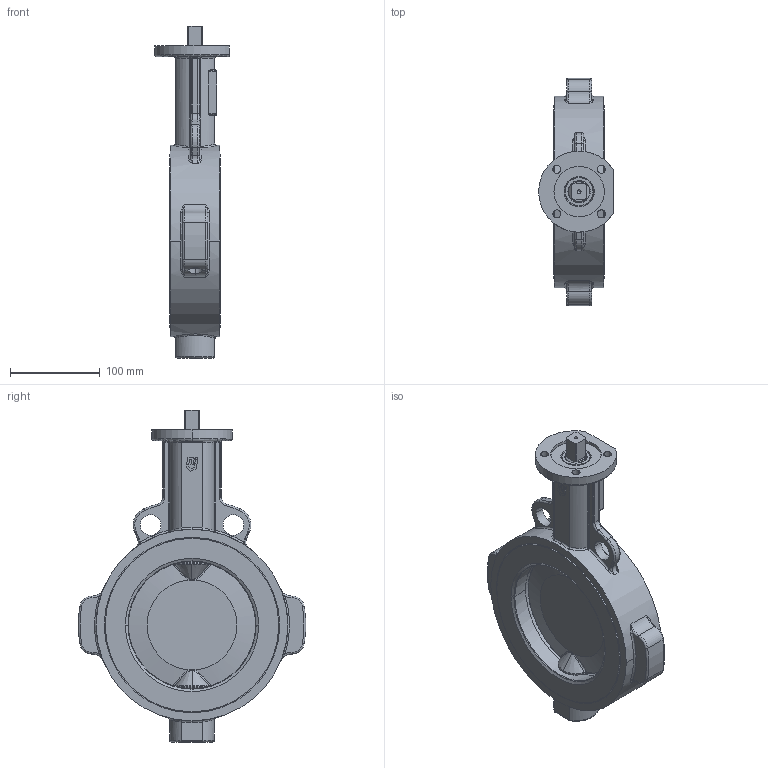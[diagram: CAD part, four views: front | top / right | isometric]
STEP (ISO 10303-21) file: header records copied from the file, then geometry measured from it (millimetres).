
FILE_DESCRIPTION(('HOOPS Exchange Step'),'2;1');
FILE_NAME('AK09_DN150_PN10-16_ansi150_jis10k_oH.stp','2025-10-06T11:07:27+02:00',('nieru'),('Unknown organisation'),'HOOPS Exchange 2024.2','HOOPS Exchange','Unknown authorisation');
FILE_SCHEMA( ('AP203_CONFIGURATION_CONTROLLED_3D_DESIGN_OF_MECHANICAL_PARTS_AND_ASSEMBLIES_MIM_LF') );
Length unit declared in the file: millimetre
Products named in the file (2): 0; root
Assembly tree (1 placements, depth 2):
  root
    0
Bounding box: 83 x 252.62 x 369 mm (x, y, z)
Volume: 1666976.8 mm3; surface area: 248069.7 mm2
Topology: 1 solids, 1 shells, 585 faces, 1511 edges, 912 vertices
Faces by surface type: cylinder 162, bspline 132, torus 118, plane 111, cone 42, sphere 20
Entity records: 28270 total; most frequent: CARTESIAN_POINT 15525, ORIENTED_EDGE 2942, DIRECTION 2228, EDGE_CURVE 1471, AXIS2_PLACEMENT_3D 942, VERTEX_POINT 914, EDGE_LOOP 623, FACE_BOUND 623
